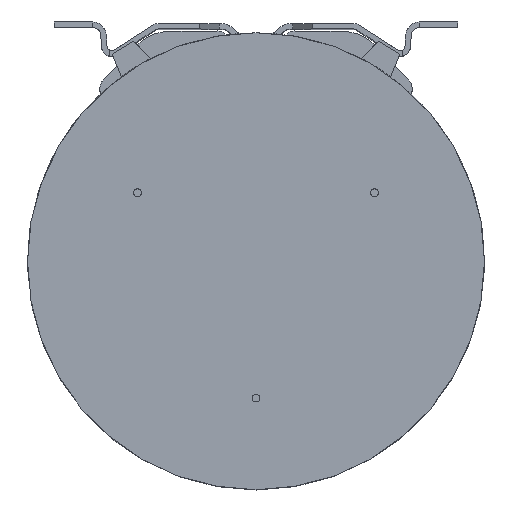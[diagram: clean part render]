
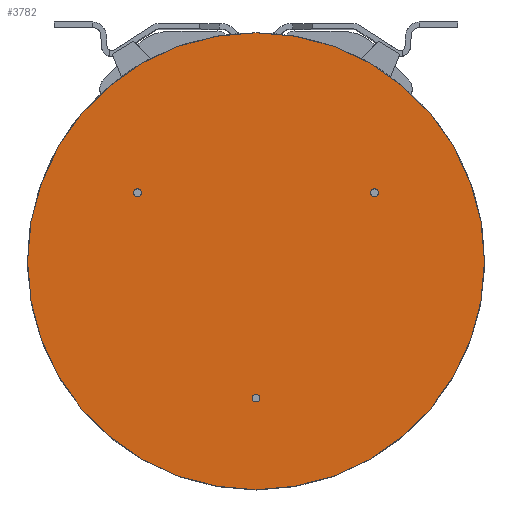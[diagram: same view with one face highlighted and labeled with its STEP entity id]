
A CAD part, top view. The second image highlights one B-rep face of the part: STEP entity #3782.
In plain terms, the highlighted planar face has unit normal (0, 0, 1).
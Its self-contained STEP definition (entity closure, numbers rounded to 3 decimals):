
#791=CARTESIAN_POINT('',(0.,0.,122.24));
#792=DIRECTION('',(0.,0.,1.));
#793=DIRECTION('',(1.,0.,0.));
#794=AXIS2_PLACEMENT_3D('',#791,#792,#793);
#796=CARTESIAN_POINT('',(0.,0.,122.24));
#797=DIRECTION('',(0.,0.,1.));
#798=DIRECTION('',(-1.,0.,0.));
#799=AXIS2_PLACEMENT_3D('',#796,#797,#798);
#801=CARTESIAN_POINT('',(86.603,50.,122.24));
#802=DIRECTION('',(0.,0.,-1.));
#803=DIRECTION('',(1.,0.,0.));
#804=AXIS2_PLACEMENT_3D('',#801,#802,#803);
#806=CARTESIAN_POINT('',(86.603,50.,122.24));
#807=DIRECTION('',(0.,0.,-1.));
#808=DIRECTION('',(-1.,0.,0.));
#809=AXIS2_PLACEMENT_3D('',#806,#807,#808);
#811=CARTESIAN_POINT('',(-86.603,50.,122.24));
#812=DIRECTION('',(0.,0.,-1.));
#813=DIRECTION('',(1.,0.,0.));
#814=AXIS2_PLACEMENT_3D('',#811,#812,#813);
#816=CARTESIAN_POINT('',(-86.603,50.,122.24));
#817=DIRECTION('',(0.,0.,-1.));
#818=DIRECTION('',(-1.,0.,0.));
#819=AXIS2_PLACEMENT_3D('',#816,#817,#818);
#821=CARTESIAN_POINT('',(0.,-100.,122.24));
#822=DIRECTION('',(0.,0.,-1.));
#823=DIRECTION('',(1.,0.,0.));
#824=AXIS2_PLACEMENT_3D('',#821,#822,#823);
#826=CARTESIAN_POINT('',(0.,-100.,122.24));
#827=DIRECTION('',(0.,0.,-1.));
#828=DIRECTION('',(-1.,0.,0.));
#829=AXIS2_PLACEMENT_3D('',#826,#827,#828);
#2918=CARTESIAN_POINT('',(167.,0.,122.24));
#2919=CARTESIAN_POINT('',(-167.,0.,122.24));
#2920=VERTEX_POINT('',#2918);
#2921=VERTEX_POINT('',#2919);
#2922=CARTESIAN_POINT('',(89.479,50.,122.24));
#2923=CARTESIAN_POINT('',(83.726,50.,122.24));
#2924=VERTEX_POINT('',#2922);
#2925=VERTEX_POINT('',#2923);
#2926=CARTESIAN_POINT('',(-83.726,50.,122.24));
#2927=CARTESIAN_POINT('',(-89.479,50.,122.24));
#2928=VERTEX_POINT('',#2926);
#2929=VERTEX_POINT('',#2927);
#2930=CARTESIAN_POINT('',(2.876,-100.,122.24));
#2931=CARTESIAN_POINT('',(-2.876,-100.,122.24));
#2932=VERTEX_POINT('',#2930);
#2933=VERTEX_POINT('',#2931);
#3755=CARTESIAN_POINT('',(0.,0.,122.24));
#3756=DIRECTION('',(0.,0.,1.));
#3757=DIRECTION('',(1.,0.,0.));
#3758=AXIS2_PLACEMENT_3D('',#3755,#3756,#3757);
#3759=PLANE('',#3758);
#3760=ORIENTED_EDGE('',*,*,#3272,.F.);
#3761=ORIENTED_EDGE('',*,*,#3732,.F.);
#3762=EDGE_LOOP('',(#3760,#3761));
#3763=FACE_OUTER_BOUND('',#3762,.F.);
#3765=ORIENTED_EDGE('',*,*,#3764,.F.);
#3767=ORIENTED_EDGE('',*,*,#3766,.F.);
#3768=EDGE_LOOP('',(#3765,#3767));
#3769=FACE_BOUND('',#3768,.F.);
#3771=ORIENTED_EDGE('',*,*,#3770,.F.);
#3773=ORIENTED_EDGE('',*,*,#3772,.F.);
#3774=EDGE_LOOP('',(#3771,#3773));
#3775=FACE_BOUND('',#3774,.F.);
#3777=ORIENTED_EDGE('',*,*,#3776,.F.);
#3779=ORIENTED_EDGE('',*,*,#3778,.F.);
#3780=EDGE_LOOP('',(#3777,#3779));
#3781=FACE_BOUND('',#3780,.F.);
#3782=ADVANCED_FACE('',(#3763,#3769,#3775,#3781),#3759,.T.);
#795=CIRCLE('',#794,167.);
#800=CIRCLE('',#799,167.);
#805=CIRCLE('',#804,2.876);
#810=CIRCLE('',#809,2.876);
#815=CIRCLE('',#814,2.876);
#820=CIRCLE('',#819,2.876);
#825=CIRCLE('',#824,2.876);
#830=CIRCLE('',#829,2.876);
#3272=EDGE_CURVE('',#2920,#2921,#795,.T.);
#3732=EDGE_CURVE('',#2921,#2920,#800,.T.);
#3764=EDGE_CURVE('',#2924,#2925,#805,.T.);
#3766=EDGE_CURVE('',#2925,#2924,#810,.T.);
#3770=EDGE_CURVE('',#2928,#2929,#815,.T.);
#3772=EDGE_CURVE('',#2929,#2928,#820,.T.);
#3776=EDGE_CURVE('',#2932,#2933,#825,.T.);
#3778=EDGE_CURVE('',#2933,#2932,#830,.T.);
